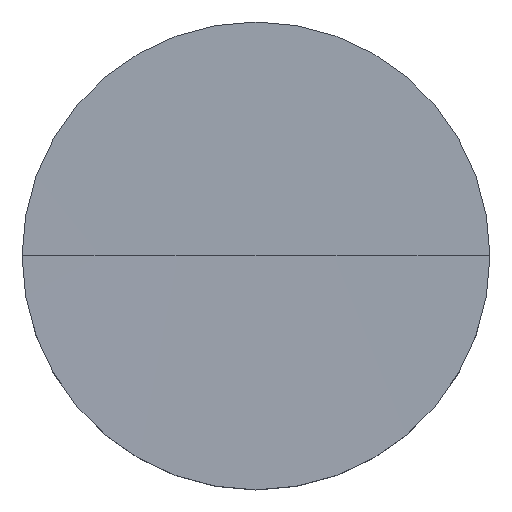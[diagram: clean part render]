
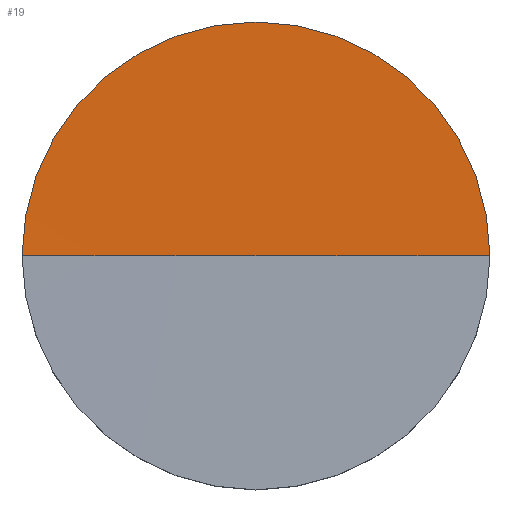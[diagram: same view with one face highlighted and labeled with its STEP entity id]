
A CAD part, top view. The second image highlights one B-rep face of the part: STEP entity #19.
In plain terms, the highlighted spherical face has radius 5000 mm.
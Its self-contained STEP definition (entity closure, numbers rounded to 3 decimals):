
#1 = CARTESIAN_POINT ( 'NONE',  ( -12.7, 0., 6. ) ) ;
#16 = DIRECTION ( 'NONE',  ( 0., 0., 1. ) ) ;
#19 = ADVANCED_FACE ( 'NONE', ( #111 ), #112, .F. ) ;
#27 = CIRCLE ( 'NONE', #154, 12.7 ) ;
#37 = ORIENTED_EDGE ( 'NONE', *, *, #69, .F. ) ;
#47 = DIRECTION ( 'NONE',  ( 1., 0., 0. ) ) ;
#51 = DIRECTION ( 'NONE',  ( 0., 0., -1. ) ) ;
#52 = ORIENTED_EDGE ( 'NONE', *, *, #86, .T. ) ;
#68 = EDGE_LOOP ( 'NONE', ( #133, #52, #37 ) ) ;
#69 = EDGE_CURVE ( 'NONE', #141, #129, #173, .T. ) ;
#77 = DIRECTION ( 'NONE',  ( 0., 1., 0. ) ) ;
#82 = CARTESIAN_POINT ( 'NONE',  ( 0., 0., 5005.984 ) ) ;
#86 = EDGE_CURVE ( 'NONE', #116, #129, #132, .T. ) ;
#97 = CARTESIAN_POINT ( 'NONE',  ( 12.7, 0., 6. ) ) ;
#102 = AXIS2_PLACEMENT_3D ( 'NONE', #181, #77, #16 ) ;
#111 = FACE_OUTER_BOUND ( 'NONE', #68, .T. ) ;
#112 = SPHERICAL_SURFACE ( 'NONE', #148, 5000. ) ;
#113 = DIRECTION ( 'NONE',  ( 1., 0., 0. ) ) ;
#116 = VERTEX_POINT ( 'NONE', #1 ) ;
#128 = DIRECTION ( 'NONE',  ( 1., 0., 0. ) ) ;
#129 = VERTEX_POINT ( 'NONE', #199 ) ;
#132 = CIRCLE ( 'NONE', #138, 5000. ) ;
#133 = ORIENTED_EDGE ( 'NONE', *, *, #137, .F. ) ;
#137 = EDGE_CURVE ( 'NONE', #116, #141, #27, .T. ) ;
#138 = AXIS2_PLACEMENT_3D ( 'NONE', #82, #201, #47 ) ;
#141 = VERTEX_POINT ( 'NONE', #97 ) ;
#142 = CARTESIAN_POINT ( 'NONE',  ( 0., 0., 6. ) ) ;
#144 = CARTESIAN_POINT ( 'NONE',  ( 0., 0., 5005.984 ) ) ;
#148 = AXIS2_PLACEMENT_3D ( 'NONE', #144, #165, #128 ) ;
#154 = AXIS2_PLACEMENT_3D ( 'NONE', #142, #51, #113 ) ;
#165 = DIRECTION ( 'NONE',  ( 0., -1., 0. ) ) ;
#173 = CIRCLE ( 'NONE', #102, 5000. ) ;
#181 = CARTESIAN_POINT ( 'NONE',  ( 0., 0., 5005.984 ) ) ;
#199 = CARTESIAN_POINT ( 'NONE',  ( 0., 0., 5.984 ) ) ;
#201 = DIRECTION ( 'NONE',  ( 0., -1., 0. ) ) ;
